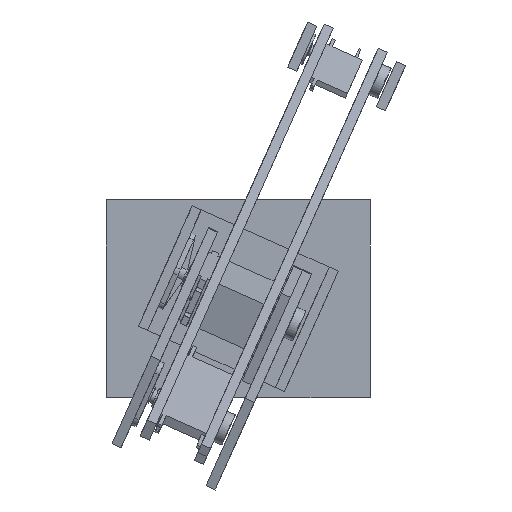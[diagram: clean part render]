
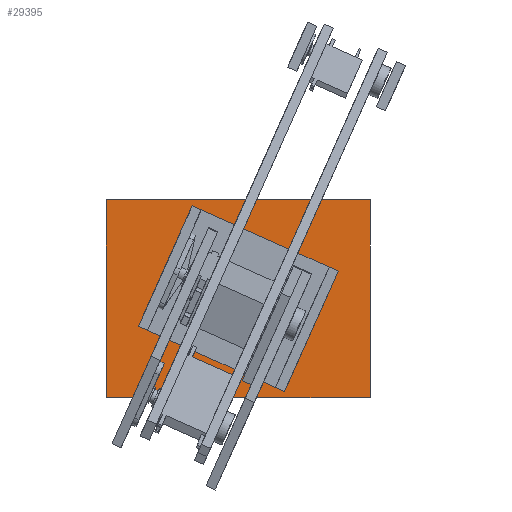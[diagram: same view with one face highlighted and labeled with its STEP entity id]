
A CAD part, front view. The second image highlights one B-rep face of the part: STEP entity #29395.
In plain terms, the highlighted face is planar.
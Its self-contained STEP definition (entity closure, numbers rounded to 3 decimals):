
#29026=CARTESIAN_POINT('',(29.488,-13.575,0.0));
#29027=VERTEX_POINT('',#29026);
#29028=CARTESIAN_POINT('',(28.738,-12.276,0.0));
#29029=DIRECTION('',(0.0,0.0,1.0));
#29030=DIRECTION('',(0.5,-0.866,0.0));
#29031=AXIS2_PLACEMENT_3D('',#29028,#29029,#29030);
#29032=CIRCLE('',#29031,1.5);
#29033=EDGE_CURVE('',#29027,#29027,#29032,.T.);
#29054=CARTESIAN_POINT('',(2.988,-32.325,0.0));
#29055=VERTEX_POINT('',#29054);
#29056=CARTESIAN_POINT('',(3.738,-31.026,0.0));
#29057=DIRECTION('',(0.0,0.0,1.0));
#29058=DIRECTION('',(-0.5,-0.866,0.0));
#29059=AXIS2_PLACEMENT_3D('',#29056,#29057,#29058);
#29060=CIRCLE('',#29059,1.5);
#29061=EDGE_CURVE('',#29055,#29055,#29060,.T.);
#29082=CARTESIAN_POINT('',(-26.5,-18.75,0.0));
#29083=VERTEX_POINT('',#29082);
#29084=CARTESIAN_POINT('',(-25.,-18.75,0.0));
#29085=DIRECTION('',(0.0,0.0,1.0));
#29086=DIRECTION('',(-1.0,0.0,0.0));
#29087=AXIS2_PLACEMENT_3D('',#29084,#29085,#29086);
#29088=CIRCLE('',#29087,1.5);
#29089=EDGE_CURVE('',#29083,#29083,#29088,.T.);
#29110=CARTESIAN_POINT('',(-29.488,13.575,0.0));
#29111=VERTEX_POINT('',#29110);
#29112=CARTESIAN_POINT('',(-28.738,12.276,0.0));
#29113=DIRECTION('',(0.0,0.0,1.0));
#29114=DIRECTION('',(-0.5,0.866,0.0));
#29115=AXIS2_PLACEMENT_3D('',#29112,#29113,#29114);
#29116=CIRCLE('',#29115,1.5);
#29117=EDGE_CURVE('',#29111,#29111,#29116,.T.);
#29138=CARTESIAN_POINT('',(-2.988,32.325,0.0));
#29139=VERTEX_POINT('',#29138);
#29140=CARTESIAN_POINT('',(-3.738,31.026,0.0));
#29141=DIRECTION('',(0.0,0.0,1.0));
#29142=DIRECTION('',(0.5,0.866,0.0));
#29143=AXIS2_PLACEMENT_3D('',#29140,#29141,#29142);
#29144=CIRCLE('',#29143,1.5);
#29145=EDGE_CURVE('',#29139,#29139,#29144,.T.);
#29166=CARTESIAN_POINT('',(26.5,18.75,0.0));
#29167=VERTEX_POINT('',#29166);
#29168=CARTESIAN_POINT('',(25.0,18.75,0.0));
#29169=DIRECTION('',(0.0,0.0,1.0));
#29170=DIRECTION('',(1.0,0.0,0.0));
#29171=AXIS2_PLACEMENT_3D('',#29168,#29169,#29170);
#29172=CIRCLE('',#29171,1.5);
#29173=EDGE_CURVE('',#29167,#29167,#29172,.T.);
#29194=CARTESIAN_POINT('',(20.0,0.,0.0));
#29195=VERTEX_POINT('',#29194);
#29196=CARTESIAN_POINT('',(0.0,0.0,0.0));
#29197=DIRECTION('',(0.0,0.0,1.0));
#29198=DIRECTION('',(-1.0,0.0,0.0));
#29199=AXIS2_PLACEMENT_3D('',#29196,#29197,#29198);
#29200=CIRCLE('',#29199,20.0);
#29201=EDGE_CURVE('',#29195,#29195,#29200,.T.);
#29211=CARTESIAN_POINT('',(-80.0,60.0,0.0));
#29212=VERTEX_POINT('',#29211);
#29213=CARTESIAN_POINT('',(-80.,-60.0,0.0));
#29214=VERTEX_POINT('',#29213);
#29215=CARTESIAN_POINT('',(-80.0,60.0,0.0));
#29216=DIRECTION('',(0.0,-1.0,0.0));
#29217=VECTOR('',#29216,120.0);
#29218=LINE('',#29215,#29217);
#29219=EDGE_CURVE('',#29212,#29214,#29218,.T.);
#29251=CARTESIAN_POINT('',(80.,60.0,0.0));
#29252=VERTEX_POINT('',#29251);
#29253=CARTESIAN_POINT('',(80.,60.0,0.0));
#29254=DIRECTION('',(-1.0,0.0,0.0));
#29255=VECTOR('',#29254,160.);
#29256=LINE('',#29253,#29255);
#29257=EDGE_CURVE('',#29252,#29212,#29256,.T.);
#29282=CARTESIAN_POINT('',(80.,-60.0,0.0));
#29283=VERTEX_POINT('',#29282);
#29284=CARTESIAN_POINT('',(80.,-60.0,0.0));
#29285=DIRECTION('',(0.0,1.0,0.0));
#29286=VECTOR('',#29285,120.0);
#29287=LINE('',#29284,#29286);
#29288=EDGE_CURVE('',#29283,#29252,#29287,.T.);
#29313=CARTESIAN_POINT('',(-80.,-60.0,0.0));
#29314=DIRECTION('',(1.0,0.0,0.0));
#29315=VECTOR('',#29314,160.);
#29316=LINE('',#29313,#29315);
#29317=EDGE_CURVE('',#29214,#29283,#29316,.T.);
#29363=CARTESIAN_POINT('',(0.0,0.0,0.0));
#29364=DIRECTION('',(0.0,0.0,1.0));
#29365=DIRECTION('',(1.0,0.0,0.0));
#29366=AXIS2_PLACEMENT_3D('',#29363,#29364,#29365);
#29367=PLANE('',#29366);
#29368=ORIENTED_EDGE('',*,*,#29317,.F.);
#29369=ORIENTED_EDGE('',*,*,#29219,.F.);
#29370=ORIENTED_EDGE('',*,*,#29257,.F.);
#29371=ORIENTED_EDGE('',*,*,#29288,.F.);
#29372=EDGE_LOOP('',(#29368,#29369,#29370,#29371));
#29373=FACE_OUTER_BOUND('',#29372,.T.);
#29374=ORIENTED_EDGE('',*,*,#29033,.T.);
#29375=EDGE_LOOP('',(#29374));
#29376=FACE_BOUND('',#29375,.T.);
#29377=ORIENTED_EDGE('',*,*,#29061,.T.);
#29378=EDGE_LOOP('',(#29377));
#29379=FACE_BOUND('',#29378,.T.);
#29380=ORIENTED_EDGE('',*,*,#29089,.T.);
#29381=EDGE_LOOP('',(#29380));
#29382=FACE_BOUND('',#29381,.T.);
#29383=ORIENTED_EDGE('',*,*,#29117,.T.);
#29384=EDGE_LOOP('',(#29383));
#29385=FACE_BOUND('',#29384,.T.);
#29386=ORIENTED_EDGE('',*,*,#29145,.T.);
#29387=EDGE_LOOP('',(#29386));
#29388=FACE_BOUND('',#29387,.T.);
#29389=ORIENTED_EDGE('',*,*,#29173,.T.);
#29390=EDGE_LOOP('',(#29389));
#29391=FACE_BOUND('',#29390,.T.);
#29392=ORIENTED_EDGE('',*,*,#29201,.T.);
#29393=EDGE_LOOP('',(#29392));
#29394=FACE_BOUND('',#29393,.T.);
#29395=ADVANCED_FACE('',(#29373,#29376,#29379,#29382,#29385,#29388,#29391,#29394),#29367,.F.);
